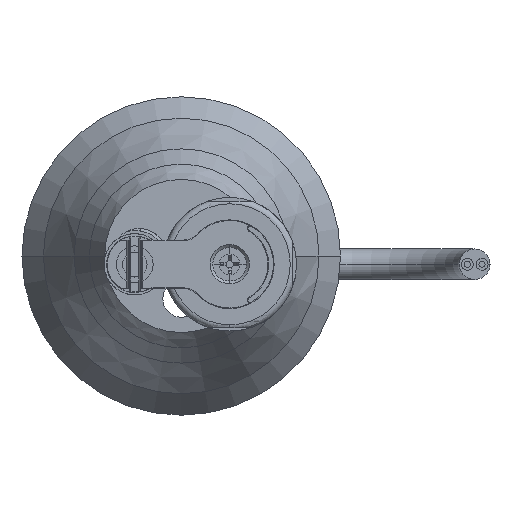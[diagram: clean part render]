
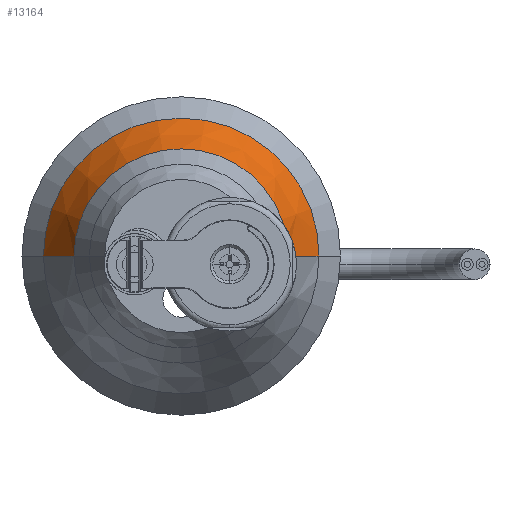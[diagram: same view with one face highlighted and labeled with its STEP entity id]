
A CAD part, front view. The second image highlights one B-rep face of the part: STEP entity #13164.
In plain terms, the highlighted conical face has half-angle 26.565 degrees and reference radius 22.5 mm.
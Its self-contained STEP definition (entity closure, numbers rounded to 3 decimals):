
#492 = EDGE_CURVE ( 'NONE', #2958, #8107, #2934, .T. ) ;
#540 = DIRECTION ( 'NONE',  ( 0., 1., 0. ) ) ;
#585 = CIRCLE ( 'NONE', #10196, 17.5 ) ;
#616 = DIRECTION ( 'NONE',  ( -0.447, 0.894, 0. ) ) ;
#1570 = ORIENTED_EDGE ( 'NONE', *, *, #492, .F. ) ;
#1602 = LINE ( 'NONE', #5675, #6145 ) ;
#1892 = DIRECTION ( 'NONE',  ( 0., 1., 0. ) ) ;
#1898 = DIRECTION ( 'NONE',  ( -1., 0., 0. ) ) ;
#2934 = CIRCLE ( 'NONE', #10245, 22.5 ) ;
#2958 = VERTEX_POINT ( 'NONE', #9275 ) ;
#3448 = CARTESIAN_POINT ( 'NONE',  ( 48.654, 127.678, 0. ) ) ;
#4151 = ORIENTED_EDGE ( 'NONE', *, *, #4746, .T. ) ;
#4246 = VERTEX_POINT ( 'NONE', #3448 ) ;
#4746 = EDGE_CURVE ( 'NONE', #4246, #8107, #1602, .T. ) ;
#4978 = ORIENTED_EDGE ( 'NONE', *, *, #8781, .T. ) ;
#5675 = CARTESIAN_POINT ( 'NONE',  ( 43.654, 137.678, 0. ) ) ;
#5891 = LINE ( 'NONE', #11083, #12478 ) ;
#6145 = VECTOR ( 'NONE', #616, 1000. ) ;
#6965 = CARTESIAN_POINT ( 'NONE',  ( 66.154, 137.678, 0. ) ) ;
#7592 = CARTESIAN_POINT ( 'NONE',  ( 83.654, 127.678, 0. ) ) ;
#7990 = FACE_OUTER_BOUND ( 'NONE', #12578, .T. ) ;
#8107 = VERTEX_POINT ( 'NONE', #8292 ) ;
#8292 = CARTESIAN_POINT ( 'NONE',  ( 43.654, 137.678, 0. ) ) ;
#8781 = EDGE_CURVE ( 'NONE', #11462, #4246, #585, .T. ) ;
#9275 = CARTESIAN_POINT ( 'NONE',  ( 88.654, 137.678, 0. ) ) ;
#9642 = CARTESIAN_POINT ( 'NONE',  ( 66.154, 137.678, 0. ) ) ;
#10196 = AXIS2_PLACEMENT_3D ( 'NONE', #12927, #11093, #1898 ) ;
#10245 = AXIS2_PLACEMENT_3D ( 'NONE', #9642, #540, #10576 ) ;
#10298 = ORIENTED_EDGE ( 'NONE', *, *, #13134, .F. ) ;
#10299 = CONICAL_SURFACE ( 'NONE', #12049, 22.5, 0.464 ) ;
#10455 = DIRECTION ( 'NONE',  ( -1., 0., 0. ) ) ;
#10576 = DIRECTION ( 'NONE',  ( -1., 0., 0. ) ) ;
#11083 = CARTESIAN_POINT ( 'NONE',  ( 88.654, 137.678, 0. ) ) ;
#11093 = DIRECTION ( 'NONE',  ( 0., 1., 0. ) ) ;
#11214 = DIRECTION ( 'NONE',  ( 0.447, 0.894, 0. ) ) ;
#11462 = VERTEX_POINT ( 'NONE', #7592 ) ;
#12049 = AXIS2_PLACEMENT_3D ( 'NONE', #6965, #1892, #10455 ) ;
#12478 = VECTOR ( 'NONE', #11214, 1000. ) ;
#12578 = EDGE_LOOP ( 'NONE', ( #10298, #4978, #4151, #1570 ) ) ;
#12927 = CARTESIAN_POINT ( 'NONE',  ( 66.154, 127.678, 0. ) ) ;
#13134 = EDGE_CURVE ( 'NONE', #11462, #2958, #5891, .T. ) ;
#13164 = ADVANCED_FACE ( 'NONE', ( #7990 ), #10299, .T. ) ;
